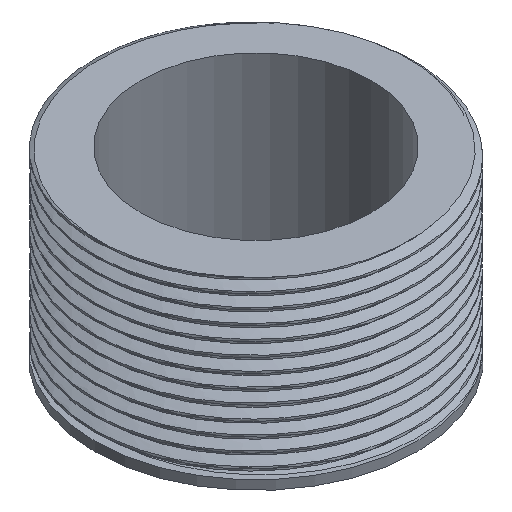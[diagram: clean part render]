
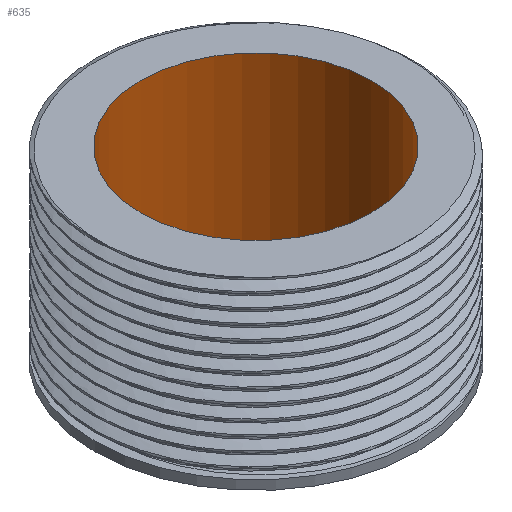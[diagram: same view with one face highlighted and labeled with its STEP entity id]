
A CAD part, isometric view. The second image highlights one B-rep face of the part: STEP entity #635.
In plain terms, the highlighted cylindrical face has radius 12.5 mm (diameter 25 mm), a full revolution.
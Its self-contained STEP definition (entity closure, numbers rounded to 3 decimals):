
#56=FACE_OUTER_BOUND('',#93,.T.);
#93=EDGE_LOOP('',(#566,#567,#568,#569));
#103=CIRCLE('',#689,12.5);
#104=CIRCLE('',#691,12.5);
#191=LINE('',#4311,#219);
#219=VECTOR('',#802,12.5);
#282=VERTEX_POINT('',#4307);
#283=VERTEX_POINT('',#4310);
#377=EDGE_CURVE('',#282,#282,#103,.T.);
#378=EDGE_CURVE('',#282,#283,#191,.T.);
#379=EDGE_CURVE('',#283,#283,#104,.T.);
#566=ORIENTED_EDGE('',*,*,#377,.F.);
#567=ORIENTED_EDGE('',*,*,#378,.T.);
#568=ORIENTED_EDGE('',*,*,#379,.T.);
#569=ORIENTED_EDGE('',*,*,#378,.F.);
#601=CYLINDRICAL_SURFACE('',#690,12.5);
#635=ADVANCED_FACE('',(#56),#601,.F.);
#689=AXIS2_PLACEMENT_3D('',#4308,#798,#799);
#690=AXIS2_PLACEMENT_3D('',#4309,#800,#801);
#691=AXIS2_PLACEMENT_3D('',#4312,#803,#804);
#798=DIRECTION('center_axis',(0.,0.,-1.));
#799=DIRECTION('ref_axis',(1.,0.,0.));
#800=DIRECTION('center_axis',(0.,0.,1.));
#801=DIRECTION('ref_axis',(1.,0.,0.));
#802=DIRECTION('',(0.,0.,-1.));
#803=DIRECTION('center_axis',(0.,0.,-1.));
#804=DIRECTION('ref_axis',(1.,0.,0.));
#4307=CARTESIAN_POINT('',(-12.5,0.,20.));
#4308=CARTESIAN_POINT('Origin',(0.,0.,20.));
#4309=CARTESIAN_POINT('Origin',(0.,0.,0.));
#4310=CARTESIAN_POINT('',(-12.5,0.,0.));
#4311=CARTESIAN_POINT('',(-12.5,0.,0.));
#4312=CARTESIAN_POINT('Origin',(0.,0.,0.));
